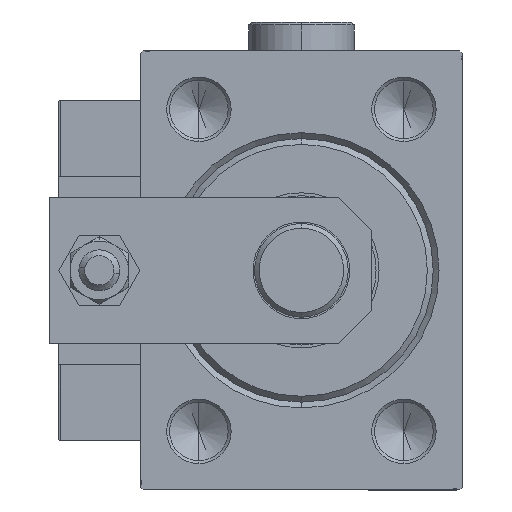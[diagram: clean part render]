
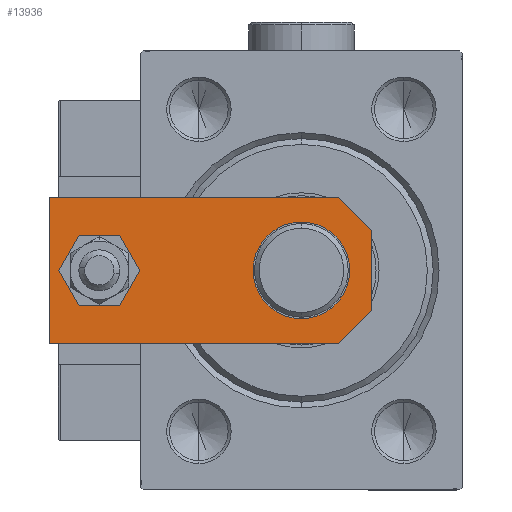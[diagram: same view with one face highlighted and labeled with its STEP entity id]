
A CAD part, left-side view. The second image highlights one B-rep face of the part: STEP entity #13936.
In plain terms, the highlighted face is planar.
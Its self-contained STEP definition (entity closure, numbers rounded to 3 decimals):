
#349 = LINE ( 'NONE', #17315, #14779 ) ;
#1969 = ORIENTED_EDGE ( 'NONE', *, *, #38807, .F. ) ;
#2857 = ORIENTED_EDGE ( 'NONE', *, *, #10136, .T. ) ;
#3241 = VERTEX_POINT ( 'NONE', #13288 ) ;
#3847 = CARTESIAN_POINT ( 'NONE',  ( -12.5, 55., 6. ) ) ;
#3982 = PLANE ( 'NONE',  #18199 ) ;
#4192 = ORIENTED_EDGE ( 'NONE', *, *, #13953, .F. ) ;
#4364 = CARTESIAN_POINT ( 'NONE',  ( -3.42, -3.42, 6. ) ) ;
#4719 = DIRECTION ( 'NONE',  ( 1., 0., 0. ) ) ;
#5006 = CARTESIAN_POINT ( 'NONE',  ( -8.25, 12., 6. ) ) ;
#5700 = VERTEX_POINT ( 'NONE', #46518 ) ;
#5918 = VECTOR ( 'NONE', #22513, 1000. ) ;
#6086 = CARTESIAN_POINT ( 'NONE',  ( 3.42, -3.42, 6. ) ) ;
#6915 = VERTEX_POINT ( 'NONE', #14124 ) ;
#7345 = LINE ( 'NONE', #3847, #43802 ) ;
#8273 = FACE_BOUND ( 'NONE', #35742, .T. ) ;
#8439 = CARTESIAN_POINT ( 'NONE',  ( 0., 12., 6. ) ) ;
#8883 = EDGE_LOOP ( 'NONE', ( #49157, #11928, #26495, #2857, #44918, #20842 ) ) ;
#9116 = VECTOR ( 'NONE', #11913, 1000. ) ;
#9440 = DIRECTION ( 'NONE',  ( 0., 1., 0. ) ) ;
#10136 = EDGE_CURVE ( 'NONE', #5700, #3241, #43015, .T. ) ;
#11913 = DIRECTION ( 'NONE',  ( 0.707, -0.707, 0. ) ) ;
#11928 = ORIENTED_EDGE ( 'NONE', *, *, #50497, .T. ) ;
#12534 = DIRECTION ( 'NONE',  ( 0., 0., 1. ) ) ;
#13288 = CARTESIAN_POINT ( 'NONE',  ( 12.5, 5.66, 6. ) ) ;
#13777 = ORIENTED_EDGE ( 'NONE', *, *, #21787, .F. ) ;
#13936 = ADVANCED_FACE ( 'NONE', ( #8273, #24452, #24725 ), #3982, .T. ) ;
#13953 = EDGE_CURVE ( 'NONE', #19217, #48842, #24239, .T. ) ;
#14124 = CARTESIAN_POINT ( 'NONE',  ( 12.5, 55., 6. ) ) ;
#14132 = CARTESIAN_POINT ( 'NONE',  ( -12.5, 0., 6. ) ) ;
#14265 = LINE ( 'NONE', #43099, #45704 ) ;
#14610 = EDGE_CURVE ( 'NONE', #6915, #33925, #349, .T. ) ;
#14779 = VECTOR ( 'NONE', #25933, 1000. ) ;
#14818 = AXIS2_PLACEMENT_3D ( 'NONE', #8439, #36225, #52647 ) ;
#14844 = CARTESIAN_POINT ( 'NONE',  ( 4., 46.5, 6. ) ) ;
#16627 = ORIENTED_EDGE ( 'NONE', *, *, #43310, .F. ) ;
#16749 = AXIS2_PLACEMENT_3D ( 'NONE', #52299, #40705, #36926 ) ;
#16930 = CARTESIAN_POINT ( 'NONE',  ( -6.84, 0., 6. ) ) ;
#17315 = CARTESIAN_POINT ( 'NONE',  ( 12.5, 55., 6. ) ) ;
#17365 = CARTESIAN_POINT ( 'NONE',  ( 0., 46.5, 6. ) ) ;
#18199 = AXIS2_PLACEMENT_3D ( 'NONE', #40383, #20403, #53285 ) ;
#19217 = VERTEX_POINT ( 'NONE', #14844 ) ;
#20403 = DIRECTION ( 'NONE',  ( 0., 0., 1. ) ) ;
#20842 = ORIENTED_EDGE ( 'NONE', *, *, #14610, .T. ) ;
#20854 = CIRCLE ( 'NONE', #14818, 8.25 ) ;
#21787 = EDGE_CURVE ( 'NONE', #34839, #23193, #46039, .T. ) ;
#22513 = DIRECTION ( 'NONE',  ( 0.707, 0.707, 0. ) ) ;
#23193 = VERTEX_POINT ( 'NONE', #5006 ) ;
#23360 = EDGE_CURVE ( 'NONE', #23847, #5700, #35155, .T. ) ;
#23847 = VERTEX_POINT ( 'NONE', #16930 ) ;
#24101 = CARTESIAN_POINT ( 'NONE',  ( -12.5, 5.66, 6. ) ) ;
#24239 = CIRCLE ( 'NONE', #38028, 4. ) ;
#24452 = FACE_OUTER_BOUND ( 'NONE', #8883, .T. ) ;
#24725 = FACE_BOUND ( 'NONE', #34456, .T. ) ;
#25415 = VECTOR ( 'NONE', #26781, 1000. ) ;
#25933 = DIRECTION ( 'NONE',  ( -1., 0., 0. ) ) ;
#26495 = ORIENTED_EDGE ( 'NONE', *, *, #23360, .T. ) ;
#26781 = DIRECTION ( 'NONE',  ( 1., 0., 0. ) ) ;
#28997 = CARTESIAN_POINT ( 'NONE',  ( -12.5, 55., 6. ) ) ;
#31021 = CARTESIAN_POINT ( 'NONE',  ( -4., 46.5, 6. ) ) ;
#33925 = VERTEX_POINT ( 'NONE', #28997 ) ;
#34456 = EDGE_LOOP ( 'NONE', ( #16627, #13777 ) ) ;
#34839 = VERTEX_POINT ( 'NONE', #42204 ) ;
#35155 = LINE ( 'NONE', #14132, #25415 ) ;
#35363 = EDGE_CURVE ( 'NONE', #33925, #47520, #7345, .T. ) ;
#35742 = EDGE_LOOP ( 'NONE', ( #1969, #4192 ) ) ;
#36225 = DIRECTION ( 'NONE',  ( 0., 0., 1. ) ) ;
#36926 = DIRECTION ( 'NONE',  ( 1., 0., 0. ) ) ;
#37836 = AXIS2_PLACEMENT_3D ( 'NONE', #17365, #12534, #4719 ) ;
#38028 = AXIS2_PLACEMENT_3D ( 'NONE', #42757, #46013, #50581 ) ;
#38807 = EDGE_CURVE ( 'NONE', #48842, #19217, #41259, .T. ) ;
#40367 = EDGE_CURVE ( 'NONE', #3241, #6915, #14265, .T. ) ;
#40383 = CARTESIAN_POINT ( 'NONE',  ( 0., 0., 6. ) ) ;
#40705 = DIRECTION ( 'NONE',  ( 0., 0., 1. ) ) ;
#41259 = CIRCLE ( 'NONE', #37836, 4. ) ;
#42204 = CARTESIAN_POINT ( 'NONE',  ( 8.25, 12., 6. ) ) ;
#42757 = CARTESIAN_POINT ( 'NONE',  ( 0., 46.5, 6. ) ) ;
#43015 = LINE ( 'NONE', #6086, #5918 ) ;
#43099 = CARTESIAN_POINT ( 'NONE',  ( 12.5, 0., 6. ) ) ;
#43310 = EDGE_CURVE ( 'NONE', #23193, #34839, #20854, .T. ) ;
#43802 = VECTOR ( 'NONE', #44548, 1000. ) ;
#44548 = DIRECTION ( 'NONE',  ( 0., -1., 0. ) ) ;
#44918 = ORIENTED_EDGE ( 'NONE', *, *, #40367, .T. ) ;
#45704 = VECTOR ( 'NONE', #9440, 1000. ) ;
#46013 = DIRECTION ( 'NONE',  ( 0., 0., 1. ) ) ;
#46039 = CIRCLE ( 'NONE', #16749, 8.25 ) ;
#46518 = CARTESIAN_POINT ( 'NONE',  ( 6.84, 0., 6. ) ) ;
#47520 = VERTEX_POINT ( 'NONE', #24101 ) ;
#48842 = VERTEX_POINT ( 'NONE', #31021 ) ;
#49157 = ORIENTED_EDGE ( 'NONE', *, *, #35363, .T. ) ;
#50497 = EDGE_CURVE ( 'NONE', #47520, #23847, #53132, .T. ) ;
#50581 = DIRECTION ( 'NONE',  ( 1., 0., 0. ) ) ;
#52299 = CARTESIAN_POINT ( 'NONE',  ( 0., 12., 6. ) ) ;
#52647 = DIRECTION ( 'NONE',  ( 1., 0., 0. ) ) ;
#53132 = LINE ( 'NONE', #4364, #9116 ) ;
#53285 = DIRECTION ( 'NONE',  ( 1., 0., 0. ) ) ;
